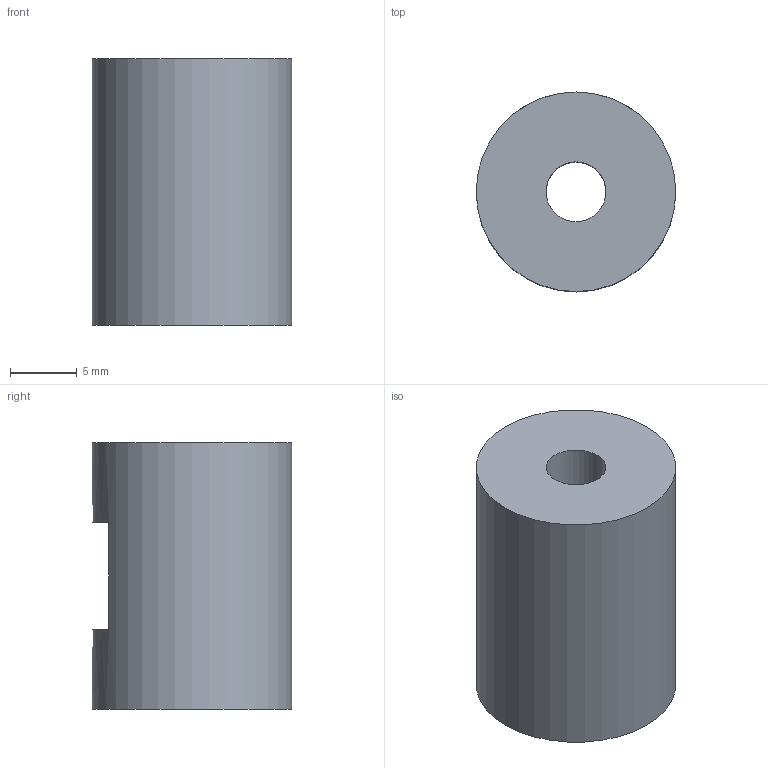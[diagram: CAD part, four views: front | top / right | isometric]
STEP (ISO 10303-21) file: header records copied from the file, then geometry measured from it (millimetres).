
FILE_DESCRIPTION(/* description */ (''),/* implementation_level */ '2;1');
FILE_NAME(/* name */ 'Entretoise M4.stp',/* time_stamp */ '2020-12-05T17:58:41+01:00',/* author */ (''),/* organization */ (''),/* preprocessor_version */ 'ST-DEVELOPER v18.1',/* originating_system */ 'Autodesk Translation Framework v9.3.0.1241',/* authorisation */ '');
FILE_SCHEMA (('AUTOMOTIVE_DESIGN { 1 0 10303 214 3 1 1 }'));
Length unit declared in the file: millimetre
Products named in the file (1): Entretoise M4
Bounding box: 15 x 15 x 20 mm (x, y, z)
Volume: 2575.9 mm3; surface area: 1737.2 mm2
Topology: 1 solids, 1 shells, 20 faces, 47 edges, 30 vertices
Faces by surface type: plane 17, cylinder 3
Full cylindrical faces by diameter (mm): 4.5 x2, 15 x1
Entity records: 608 total; most frequent: CARTESIAN_POINT 98, DIRECTION 97, ORIENTED_EDGE 94, EDGE_CURVE 47, LINE 39, VECTOR 39, VERTEX_POINT 30, AXIS2_PLACEMENT_3D 29
